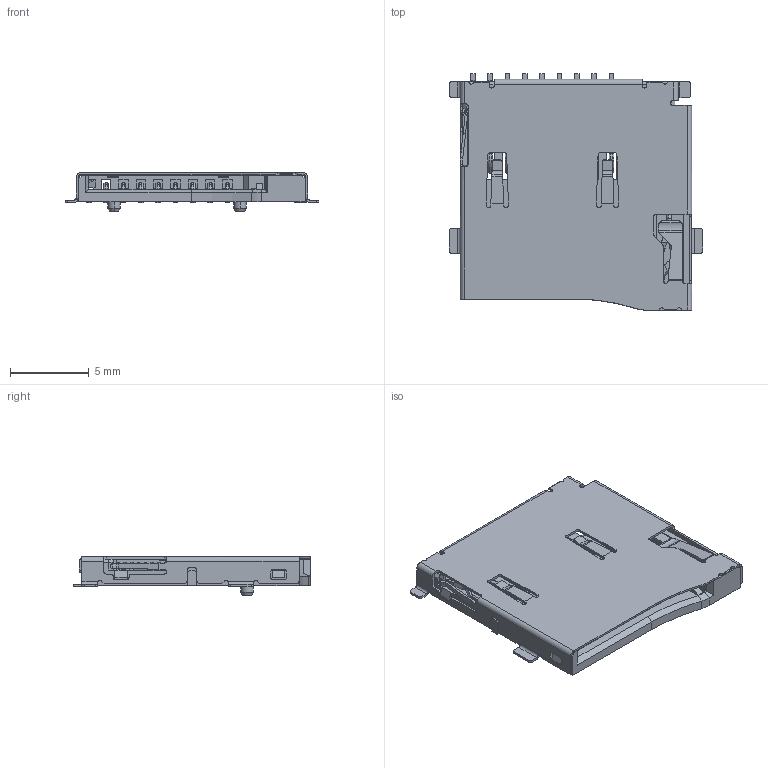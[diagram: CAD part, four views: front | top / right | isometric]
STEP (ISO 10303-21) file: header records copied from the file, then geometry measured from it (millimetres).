
FILE_DESCRIPTION(('FreeCAD Model'),'2;1');
FILE_NAME('MicroSD.step','2017-07-30T13:02:13',( 'kicad StepUp'),('ksu MCAD'),'Open CASCADE STEP processor 6.8', 'FreeCAD','Unknown');
FILE_SCHEMA(('AUTOMOTIVE_DESIGN_CC2 { 1 2 10303 214 -1 1 5 4 }'));
Length unit declared in the file: millimetre
Products named in the file (2): ASSEMBLY; MicroSD
Assembly tree (1 placements, depth 2):
  ASSEMBLY
    MicroSD
Bounding box: 16.1 x 15 x 2.45 mm (x, y, z)
Volume: 188.9 mm3; surface area: 1247.6 mm2
Topology: 1 solids, 3 shells, 1482 faces, 4227 edges, 2689 vertices
Faces by surface type: plane 1124, cylinder 302, cone 34, bspline 14, torus 8
Entity records: 69204 total; most frequent: CARTESIAN_POINT 20326, ORIENTED_EDGE 8456, DIRECTION 7513, EDGE_CURVE 4227, LINE 3365, VECTOR 3365, VERTEX_POINT 2689, AXIS2_PLACEMENT_3D 2074
